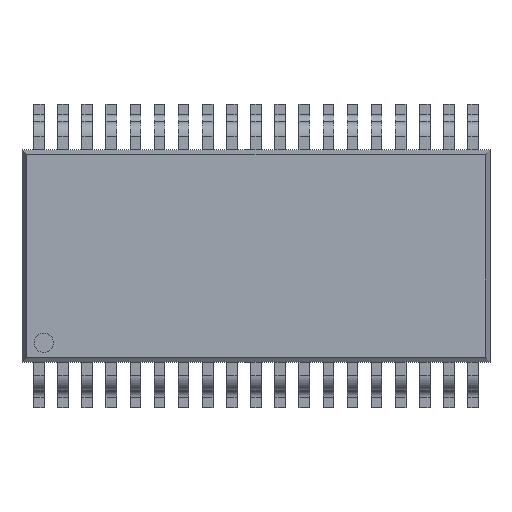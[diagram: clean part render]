
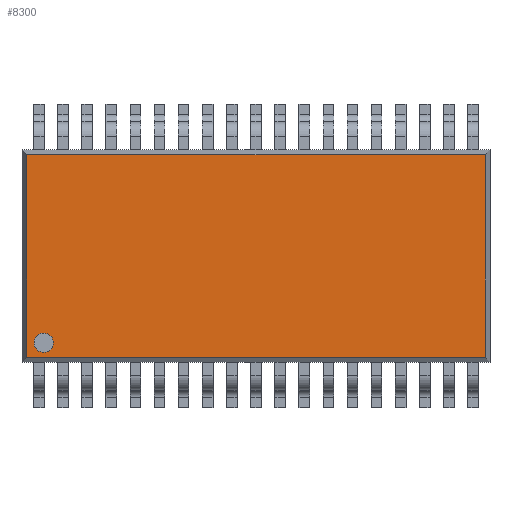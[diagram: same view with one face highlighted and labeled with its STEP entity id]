
A CAD part, top view. The second image highlights one B-rep face of the part: STEP entity #8300.
In plain terms, the highlighted planar face has unit normal (0, 0, 1).
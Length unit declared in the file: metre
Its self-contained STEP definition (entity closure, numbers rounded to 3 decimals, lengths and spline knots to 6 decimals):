
#555=CIRCLE('',#9560,0.0002);
#2853=ORIENTED_EDGE('',*,*,#4049,.T.);
#2854=ORIENTED_EDGE('',*,*,#4050,.T.);
#2855=ORIENTED_EDGE('',*,*,#4051,.T.);
#2856=ORIENTED_EDGE('',*,*,#4052,.T.);
#2857=ORIENTED_EDGE('',*,*,#4053,.T.);
#4049=EDGE_CURVE('',#4835,#4836,#5693,.T.);
#4050=EDGE_CURVE('',#4836,#4837,#5694,.T.);
#4051=EDGE_CURVE('',#4837,#4838,#5695,.T.);
#4052=EDGE_CURVE('',#4838,#4835,#5696,.T.);
#4053=EDGE_CURVE('',#4839,#4839,#555,.F.);
#4835=VERTEX_POINT('',#14492);
#4836=VERTEX_POINT('',#14493);
#4837=VERTEX_POINT('',#14495);
#4838=VERTEX_POINT('',#14497);
#4839=VERTEX_POINT('',#14500);
#5693=LINE('',#14491,#6557);
#5694=LINE('',#14494,#6558);
#5695=LINE('',#14496,#6559);
#5696=LINE('',#14498,#6560);
#6557=VECTOR('',#12029,1.);
#6558=VECTOR('',#12030,1.);
#6559=VECTOR('',#12031,1.);
#6560=VECTOR('',#12032,1.);
#7033=EDGE_LOOP('',(#2853,#2854,#2855,#2856));
#7034=EDGE_LOOP('',(#2857));
#7507=FACE_BOUND('',#7033,.T.);
#7508=FACE_BOUND('',#7034,.T.);
#7829=PLANE('',#9559);
#8300=ADVANCED_FACE('',(#7507,#7508),#7829,.T.);
#9559=AXIS2_PLACEMENT_3D('',#14490,#12027,#12028);
#9560=AXIS2_PLACEMENT_3D('',#14499,#12033,#12034);
#12027=DIRECTION('',(0.,0.,1.));
#12028=DIRECTION('',(1.,0.,0.));
#12029=DIRECTION('',(0.,1.,0.));
#12030=DIRECTION('',(-1.,0.,0.));
#12031=DIRECTION('',(0.,-1.,0.));
#12032=DIRECTION('',(1.,0.,0.));
#12033=DIRECTION('',(0.,0.,1.));
#12034=DIRECTION('',(1.,0.,0.));
#14490=CARTESIAN_POINT('',(0.,0.,0.001));
#14491=CARTESIAN_POINT('',(0.00475,0.,0.001));
#14492=CARTESIAN_POINT('',(0.00475,-0.0021,0.001));
#14493=CARTESIAN_POINT('',(0.00475,0.0021,0.001));
#14494=CARTESIAN_POINT('',(0.,0.0021,0.001));
#14495=CARTESIAN_POINT('',(-0.00475,0.0021,0.001));
#14496=CARTESIAN_POINT('',(-0.00475,-0.0022,0.001));
#14497=CARTESIAN_POINT('',(-0.00475,-0.0021,0.001));
#14498=CARTESIAN_POINT('',(0.00485,-0.0021,0.001));
#14499=CARTESIAN_POINT('',(-0.0044,-0.0018,0.001));
#14500=CARTESIAN_POINT('',(-0.0042,-0.0018,0.001));
